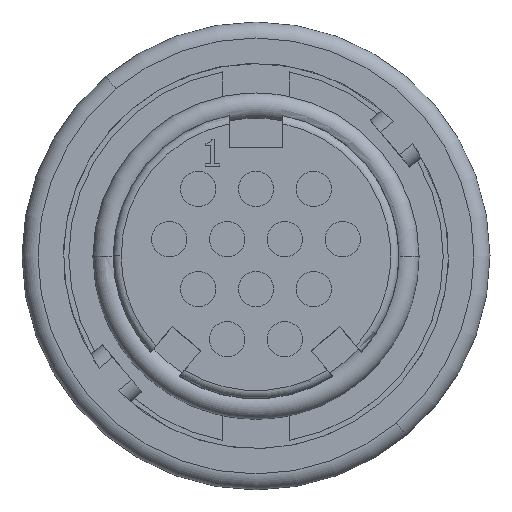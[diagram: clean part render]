
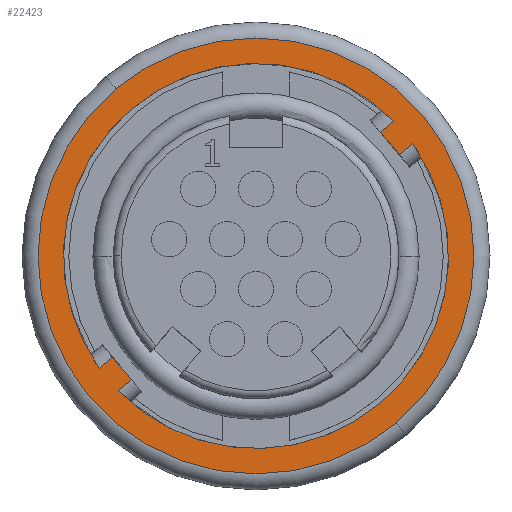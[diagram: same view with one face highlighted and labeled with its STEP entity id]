
A CAD part, top view. The second image highlights one B-rep face of the part: STEP entity #22423.
In plain terms, the highlighted planar face has unit normal (0, 0, 1).
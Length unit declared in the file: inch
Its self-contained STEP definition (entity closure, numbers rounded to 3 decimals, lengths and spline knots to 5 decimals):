
#421 = DIRECTION ( 'NONE',  ( 0., 0., 1. ) ) ;
#1039 = DIRECTION ( 'NONE',  ( 0.643, -0.766, 0. ) ) ;
#1071 = VERTEX_POINT ( 'NONE', #10834 ) ;
#1151 = VERTEX_POINT ( 'NONE', #3332 ) ;
#1423 = DIRECTION ( 'NONE',  ( 0.643, -0.766, 0. ) ) ;
#1434 = CARTESIAN_POINT ( 'NONE',  ( -0.27112, -0.2634, -0.128 ) ) ;
#1449 = LINE ( 'NONE', #15502, #4355 ) ;
#1550 = ORIENTED_EDGE ( 'NONE', *, *, #12139, .T. ) ;
#1610 = CARTESIAN_POINT ( 'NONE',  ( 0.27112, 0.2634, -0.128 ) ) ;
#1624 = ORIENTED_EDGE ( 'NONE', *, *, #14019, .F. ) ;
#1635 = CARTESIAN_POINT ( 'NONE',  ( 0., 0., -0.128 ) ) ;
#1744 = ORIENTED_EDGE ( 'NONE', *, *, #6181, .T. ) ;
#1819 = EDGE_CURVE ( 'NONE', #1071, #21239, #6508, .T. ) ;
#1838 = VERTEX_POINT ( 'NONE', #11676 ) ;
#1896 = CARTESIAN_POINT ( 'NONE',  ( -0.26817, -0.18913, -0.128 ) ) ;
#2021 = VECTOR ( 'NONE', #1039, 39.37008 ) ;
#2168 = DIRECTION ( 'NONE',  ( 0.643, -0.766, 0. ) ) ;
#3017 = ORIENTED_EDGE ( 'NONE', *, *, #6608, .F. ) ;
#3260 = DIRECTION ( 'NONE',  ( -0.766, -0.643, 0. ) ) ;
#3332 = CARTESIAN_POINT ( 'NONE',  ( -0.29265, -0.20966, -0.128 ) ) ;
#3589 = ORIENTED_EDGE ( 'NONE', *, *, #1819, .T. ) ;
#3718 = AXIS2_PLACEMENT_3D ( 'NONE', #3897, #421, #9182 ) ;
#3897 = CARTESIAN_POINT ( 'NONE',  ( 0., 0., -0.128 ) ) ;
#4184 = CARTESIAN_POINT ( 'NONE',  ( -0.2314, 0.27578, -0.128 ) ) ;
#4355 = VECTOR ( 'NONE', #22513, 39.37008 ) ;
#4787 = EDGE_CURVE ( 'NONE', #6436, #20308, #15443, .T. ) ;
#4866 = PLANE ( 'NONE',  #11339 ) ;
#5148 = VERTEX_POINT ( 'NONE', #7677 ) ;
#5469 = VERTEX_POINT ( 'NONE', #1896 ) ;
#5880 = ORIENTED_EDGE ( 'NONE', *, *, #17684, .T. ) ;
#6116 = EDGE_CURVE ( 'NONE', #1071, #5148, #7030, .T. ) ;
#6153 = ORIENTED_EDGE ( 'NONE', *, *, #7287, .F. ) ;
#6181 = EDGE_CURVE ( 'NONE', #1838, #18443, #14388, .T. ) ;
#6436 = VERTEX_POINT ( 'NONE', #8792 ) ;
#6508 = LINE ( 'NONE', #1434, #6716 ) ;
#6608 = EDGE_CURVE ( 'NONE', #6436, #20260, #9723, .T. ) ;
#6716 = VECTOR ( 'NONE', #8337, 39.37008 ) ;
#6793 = AXIS2_PLACEMENT_3D ( 'NONE', #1635, #8652, #1423 ) ;
#7030 = CIRCLE ( 'NONE', #3718, 0.36 ) ;
#7287 = EDGE_CURVE ( 'NONE', #20260, #1151, #21466, .T. ) ;
#7677 = CARTESIAN_POINT ( 'NONE',  ( 0.2314, -0.27578, -0.128 ) ) ;
#7689 = CARTESIAN_POINT ( 'NONE',  ( 0., 0., -0.128 ) ) ;
#7876 = VERTEX_POINT ( 'NONE', #14761 ) ;
#8188 = CARTESIAN_POINT ( 'NONE',  ( 0., 0., -0.128 ) ) ;
#8337 = DIRECTION ( 'NONE',  ( 0.766, 0.643, 0. ) ) ;
#8368 = EDGE_CURVE ( 'NONE', #5148, #10992, #21173, .T. ) ;
#8425 = EDGE_LOOP ( 'NONE', ( #1744, #1550 ) ) ;
#8457 = EDGE_LOOP ( 'NONE', ( #14861, #3589, #5880, #20568, #6153, #3017, #10235, #12261, #1624, #12846 ) ) ;
#8523 = DIRECTION ( 'NONE',  ( 0., 0., 1. ) ) ;
#8652 = DIRECTION ( 'NONE',  ( 0., 0., 1. ) ) ;
#8676 = CIRCLE ( 'NONE', #11628, 0.4075 ) ;
#8792 = CARTESIAN_POINT ( 'NONE',  ( 0.25729, 0.25179, -0.128 ) ) ;
#8847 = VECTOR ( 'NONE', #22226, 39.37008 ) ;
#9182 = DIRECTION ( 'NONE',  ( 0.643, -0.766, 0. ) ) ;
#9723 = CIRCLE ( 'NONE', #6793, 0.36 ) ;
#9899 = LINE ( 'NONE', #18855, #2021 ) ;
#10182 = VECTOR ( 'NONE', #16700, 39.37008 ) ;
#10235 = ORIENTED_EDGE ( 'NONE', *, *, #4787, .T. ) ;
#10469 = CARTESIAN_POINT ( 'NONE',  ( 0.30648, 0.22126, -0.128 ) ) ;
#10834 = CARTESIAN_POINT ( 'NONE',  ( -0.25729, -0.25179, -0.128 ) ) ;
#10992 = VERTEX_POINT ( 'NONE', #18141 ) ;
#11258 = AXIS2_PLACEMENT_3D ( 'NONE', #16684, #18633, #16805 ) ;
#11339 = AXIS2_PLACEMENT_3D ( 'NONE', #8188, #8523, #19097 ) ;
#11379 = DIRECTION ( 'NONE',  ( 0.643, -0.766, 0. ) ) ;
#11628 = AXIS2_PLACEMENT_3D ( 'NONE', #7689, #14710, #21721 ) ;
#11676 = CARTESIAN_POINT ( 'NONE',  ( 0.26194, -0.31216, -0.128 ) ) ;
#11744 = CARTESIAN_POINT ( 'NONE',  ( -0.30648, -0.22126, -0.128 ) ) ;
#12139 = EDGE_CURVE ( 'NONE', #18443, #1838, #8676, .T. ) ;
#12261 = ORIENTED_EDGE ( 'NONE', *, *, #14210, .T. ) ;
#12846 = ORIENTED_EDGE ( 'NONE', *, *, #8368, .F. ) ;
#13602 = FACE_OUTER_BOUND ( 'NONE', #8425, .T. ) ;
#14019 = EDGE_CURVE ( 'NONE', #10992, #7876, #15562, .T. ) ;
#14210 = EDGE_CURVE ( 'NONE', #20308, #7876, #9899, .T. ) ;
#14388 = CIRCLE ( 'NONE', #21727, 0.4075 ) ;
#14710 = DIRECTION ( 'NONE',  ( 0., 0., 1. ) ) ;
#14761 = CARTESIAN_POINT ( 'NONE',  ( 0.26817, 0.18913, -0.128 ) ) ;
#14861 = ORIENTED_EDGE ( 'NONE', *, *, #6116, .F. ) ;
#15443 = LINE ( 'NONE', #1610, #8847 ) ;
#15502 = CARTESIAN_POINT ( 'NONE',  ( -0.26817, -0.18913, -0.128 ) ) ;
#15562 = LINE ( 'NONE', #10469, #17099 ) ;
#16195 = EDGE_CURVE ( 'NONE', #1151, #5469, #22001, .T. ) ;
#16202 = CARTESIAN_POINT ( 'NONE',  ( -0.26194, 0.31216, -0.128 ) ) ;
#16208 = DIRECTION ( 'NONE',  ( 0., 0., 1. ) ) ;
#16563 = CARTESIAN_POINT ( 'NONE',  ( 0., 0., -0.128 ) ) ;
#16684 = CARTESIAN_POINT ( 'NONE',  ( 0., 0., -0.128 ) ) ;
#16700 = DIRECTION ( 'NONE',  ( 0.766, 0.643, 0. ) ) ;
#16805 = DIRECTION ( 'NONE',  ( 0.643, -0.766, 0. ) ) ;
#17099 = VECTOR ( 'NONE', #3260, 39.37008 ) ;
#17188 = CARTESIAN_POINT ( 'NONE',  ( 0.23282, 0.23126, -0.128 ) ) ;
#17684 = EDGE_CURVE ( 'NONE', #21239, #5469, #1449, .T. ) ;
#18141 = CARTESIAN_POINT ( 'NONE',  ( 0.29265, 0.20966, -0.128 ) ) ;
#18443 = VERTEX_POINT ( 'NONE', #16202 ) ;
#18633 = DIRECTION ( 'NONE',  ( 0., 0., 1. ) ) ;
#18855 = CARTESIAN_POINT ( 'NONE',  ( 0.26817, 0.18913, -0.128 ) ) ;
#19097 = DIRECTION ( 'NONE',  ( 0.643, -0.766, 0. ) ) ;
#19671 = AXIS2_PLACEMENT_3D ( 'NONE', #16563, #20001, #11379 ) ;
#20001 = DIRECTION ( 'NONE',  ( 0., 0., 1. ) ) ;
#20260 = VERTEX_POINT ( 'NONE', #4184 ) ;
#20308 = VERTEX_POINT ( 'NONE', #17188 ) ;
#20498 = FACE_BOUND ( 'NONE', #8457, .T. ) ;
#20568 = ORIENTED_EDGE ( 'NONE', *, *, #16195, .F. ) ;
#20621 = CARTESIAN_POINT ( 'NONE',  ( -0.23282, -0.23126, -0.128 ) ) ;
#21173 = CIRCLE ( 'NONE', #11258, 0.36 ) ;
#21239 = VERTEX_POINT ( 'NONE', #20621 ) ;
#21466 = CIRCLE ( 'NONE', #19671, 0.36 ) ;
#21484 = CARTESIAN_POINT ( 'NONE',  ( 0., 0., -0.128 ) ) ;
#21721 = DIRECTION ( 'NONE',  ( 0.643, -0.766, 0. ) ) ;
#21727 = AXIS2_PLACEMENT_3D ( 'NONE', #21484, #16208, #2168 ) ;
#22001 = LINE ( 'NONE', #11744, #10182 ) ;
#22226 = DIRECTION ( 'NONE',  ( -0.766, -0.643, 0. ) ) ;
#22423 = ADVANCED_FACE ( 'NONE', ( #20498, #13602 ), #4866, .T. ) ;
#22513 = DIRECTION ( 'NONE',  ( -0.643, 0.766, 0. ) ) ;
